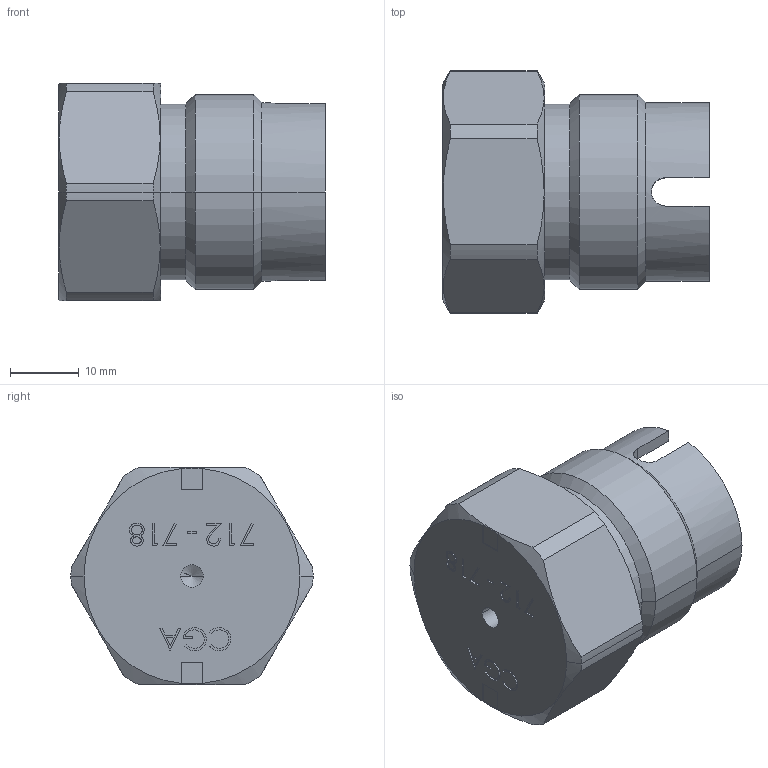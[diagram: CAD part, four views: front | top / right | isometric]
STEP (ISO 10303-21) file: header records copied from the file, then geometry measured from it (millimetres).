
FILE_DESCRIPTION (( 'STEP AP214' ), '1' );
FILE_NAME ('AD-71SS-BL.STEP', '2019-05-01T14:14:53', ( 'Accounteks' ), ( 'Hewlett-Packard Company' ), 'SwSTEP 2.0', 'SolidWorks 2018', '' );
FILE_SCHEMA (( 'AUTOMOTIVE_DESIGN' ));
Length unit declared in the file: inch
Products named in the file (1): AD-71SS-BL
Bounding box: 38.86 x 35.31 x 31.75 mm (x, y, z)
Volume: 20964.2 mm3; surface area: 6585.8 mm2
Topology: 1 solids, 1 shells, 177 faces, 457 edges, 296 vertices
Faces by surface type: plane 91, bspline 41, cylinder 31, cone 14
Entity records: 8005 total; most frequent: CARTESIAN_POINT 3930, ORIENTED_EDGE 906, DIRECTION 693, EDGE_CURVE 453, VERTEX_POINT 296, LINE 279, VECTOR 279, AXIS2_PLACEMENT_3D 207
